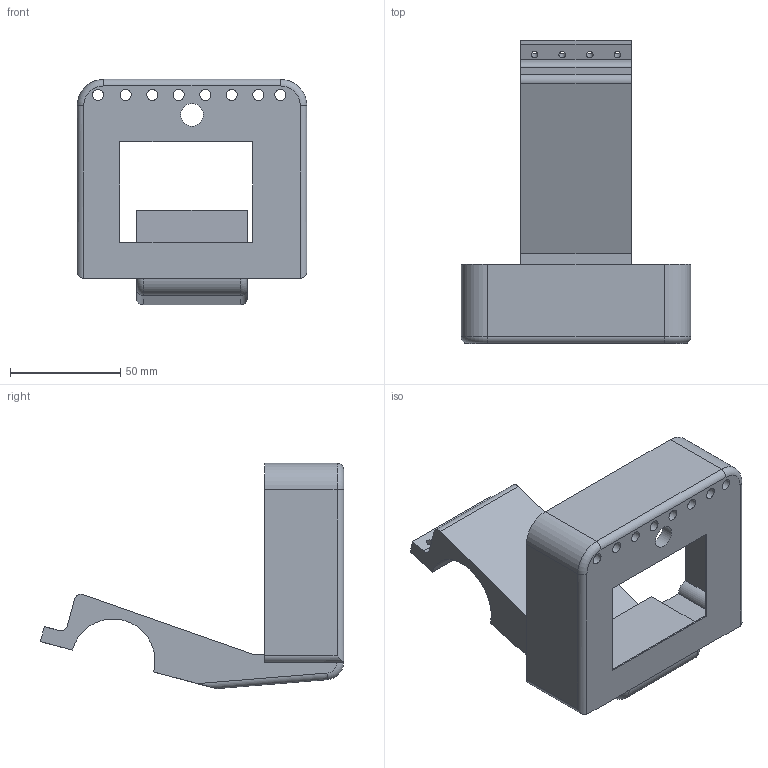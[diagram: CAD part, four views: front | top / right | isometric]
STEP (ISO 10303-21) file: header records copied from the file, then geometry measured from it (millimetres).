
FILE_DESCRIPTION(/* description */ ('STEP AP242','CAx-IF Rec.Pracs.---Representation and Presentation of Product Manufacturing Information (PMI)---4.0---2014-10-13','CAx-IF Rec.Pracs.---3D Tessellated Geometry---0.4---2014-09-14','2;1'),/* implementation_level */ '2;1');
FILE_NAME(/* name */ '6614d1f42f748648a6da07d4',/* time_stamp */ '2024-04-09T05:28:21Z',/* author */ (''),/* organization */ (''),/* preprocessor_version */ 'ST-DEVELOPER v20',/* originating_system */ ' ',/* authorisation */ ' ');
FILE_SCHEMA (('AP242_MANAGED_MODEL_BASED_3D_ENGINEERING_MIM_LF { 1 0 10303 442 1 1 4 }'));
Length unit declared in the file: metre
Products named in the file (1): Part 1
Bounding box: 104 x 137.28 x 101.97 mm (x, y, z)
Volume: 153452 mm3; surface area: 57134.3 mm2
Topology: 1 solids, 1 shells, 105 faces, 258 edges, 170 vertices
Faces by surface type: plane 52, cylinder 49, torus 4
Full cylindrical faces by diameter (mm): 3 x8, 3.3 x4, 4 x4, 5 x8, 10.287 x1
Entity records: 3043 total; most frequent: DIRECTION 543, CARTESIAN_POINT 501, ORIENTED_EDGE 458, EDGE_CURVE 229, AXIS2_PLACEMENT_3D 208, EDGE_LOOP 173, FACE_BOUND 173, VERTEX_POINT 166
